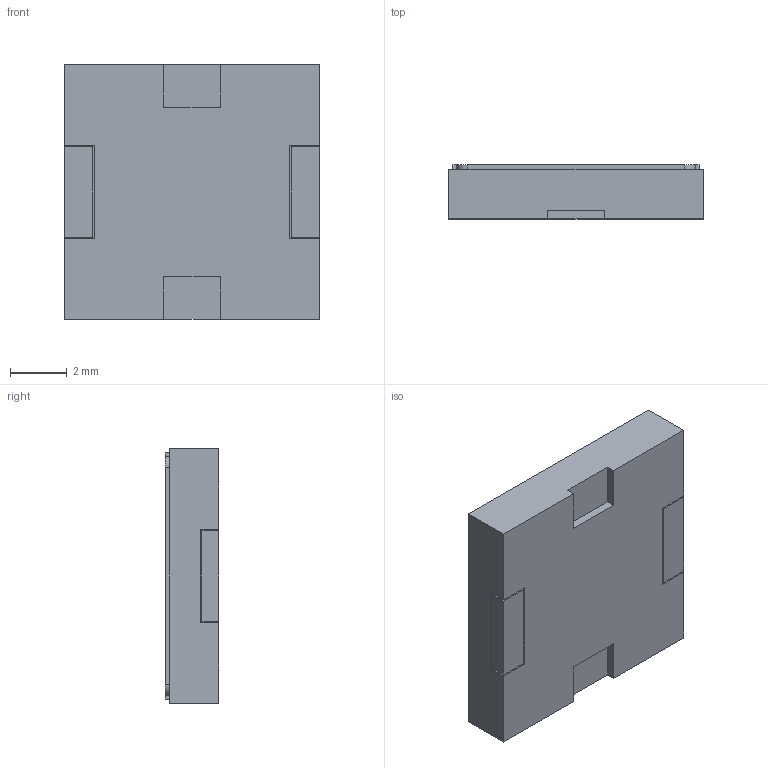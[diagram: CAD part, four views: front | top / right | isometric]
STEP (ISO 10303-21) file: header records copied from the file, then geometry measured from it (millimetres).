
FILE_DESCRIPTION (( 'STEP AP214' ), '1' );
FILE_NAME ('MURATA_PKMCS.STEP', '2020-10-03T03:50:23', ( '' ), ( '' ), 'SwSTEP 2.0', 'SolidWorks 2020', '' );
FILE_SCHEMA (( 'AUTOMOTIVE_DESIGN' ));
Length unit declared in the file: millimetre
Products named in the file (1): MURATA_PKMCS
Bounding box: 9 x 1.9 x 9 mm (x, y, z)
Volume: 150.9 mm3; surface area: 241 mm2
Topology: 1 solids, 1 shells, 58 faces, 162 edges, 108 vertices
Faces by surface type: plane 52, cylinder 6
Entity records: 2004 total; most frequent: CARTESIAN_POINT 329, ORIENTED_EDGE 324, DIRECTION 292, EDGE_CURVE 162, VECTOR 150, LINE 150, VERTEX_POINT 108, AXIS2_PLACEMENT_3D 71
